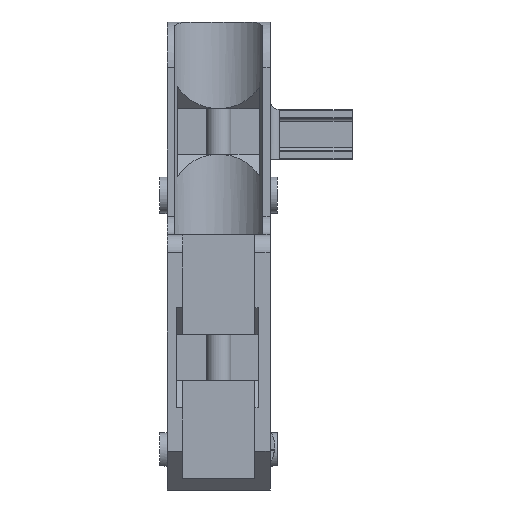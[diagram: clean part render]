
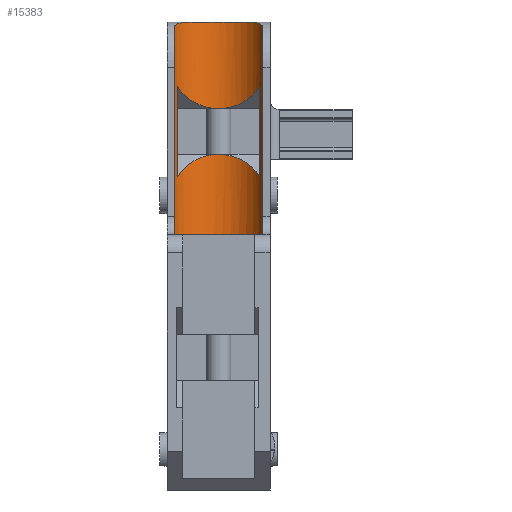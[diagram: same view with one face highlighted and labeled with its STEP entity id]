
A CAD part, front view. The second image highlights one B-rep face of the part: STEP entity #15383.
In plain terms, the highlighted cylindrical face has radius 5.42 mm (diameter 10.841 mm), a partial arc.
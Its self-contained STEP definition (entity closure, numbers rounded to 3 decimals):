
#4487=CARTESIAN_POINT('',(-38.353,-26.42,68.3));
#4488=DIRECTION('',(0.,0.,1.));
#4489=DIRECTION('',(0.579,0.816,0.));
#4490=AXIS2_PLACEMENT_3D('',#4487,#4488,#4489);
#5825=CARTESIAN_POINT('',(-38.353,-26.42,45.));
#5826=DIRECTION('',(0.,0.,-1.));
#5827=DIRECTION('',(-0.895,0.447,0.));
#5828=AXIS2_PLACEMENT_3D('',#5825,#5826,#5827);
#5893=CARTESIAN_POINT('',(-43.203,-24.,67.883));
#5894=CARTESIAN_POINT('',(-43.085,-23.762,
67.986));
#5895=CARTESIAN_POINT('',(-42.803,-23.284,
68.151));
#5896=CARTESIAN_POINT('',(-42.231,-22.596,
68.279));
#5897=CARTESIAN_POINT('',(-41.753,-22.187,68.3));
#5898=CARTESIAN_POINT('',(-41.49,-22.,68.3));
#5903=CARTESIAN_POINT('',(-35.216,-22.,68.3));
#5904=CARTESIAN_POINT('',(-34.953,-22.187,68.3));
#5905=CARTESIAN_POINT('',(-34.475,-22.597,
68.279));
#5906=CARTESIAN_POINT('',(-33.903,-23.286,
68.15));
#5907=CARTESIAN_POINT('',(-33.622,-23.763,
67.986));
#5908=CARTESIAN_POINT('',(-33.503,-24.,67.883));
#5913=DIRECTION('',(0.,0.,-1.));
#5914=VECTOR('',#5913,22.883);
#5915=CARTESIAN_POINT('',(-33.503,-24.,67.883));
#5916=LINE('',#5915,#5914);
#5920=DIRECTION('',(0.,0.,1.));
#5921=VECTOR('',#5920,22.883);
#5922=CARTESIAN_POINT('',(-43.203,-24.,45.));
#5923=LINE('',#5922,#5921);
#5927=CARTESIAN_POINT('',(-42.879,-23.437,
51.363));
#5928=CARTESIAN_POINT('',(-42.77,-23.272,
51.528));
#5929=CARTESIAN_POINT('',(-42.54,-22.962,
51.838));
#5930=CARTESIAN_POINT('',(-42.164,-22.552,
52.248));
#5931=CARTESIAN_POINT('',(-41.764,-22.197,
52.604));
#5932=CARTESIAN_POINT('',(-41.35,-21.894,
52.906));
#5933=CARTESIAN_POINT('',(-40.926,-21.641,
53.159));
#5934=CARTESIAN_POINT('',(-40.499,-21.436,
53.365));
#5935=CARTESIAN_POINT('',(-40.07,-21.272,
53.528));
#5936=CARTESIAN_POINT('',(-39.64,-21.149,
53.651));
#5937=CARTESIAN_POINT('',(-39.21,-21.062,
53.738));
#5938=CARTESIAN_POINT('',(-38.782,-21.011,
53.789));
#5939=CARTESIAN_POINT('',(-38.496,-21.,53.8));
#5940=CARTESIAN_POINT('',(-38.353,-21.,53.8));
#5945=CARTESIAN_POINT('',(-38.353,-21.,53.8));
#5946=CARTESIAN_POINT('',(-38.213,-21.,53.8));
#5947=CARTESIAN_POINT('',(-37.931,-21.011,
53.789));
#5948=CARTESIAN_POINT('',(-37.509,-21.061,
53.74));
#5949=CARTESIAN_POINT('',(-37.085,-21.144,
53.656));
#5950=CARTESIAN_POINT('',(-36.661,-21.264,
53.536));
#5951=CARTESIAN_POINT('',(-36.238,-21.423,
53.377));
#5952=CARTESIAN_POINT('',(-35.816,-21.623,
53.178));
#5953=CARTESIAN_POINT('',(-35.398,-21.867,
52.933));
#5954=CARTESIAN_POINT('',(-34.989,-22.16,
52.64));
#5955=CARTESIAN_POINT('',(-34.593,-22.504,
52.296));
#5956=CARTESIAN_POINT('',(-34.219,-22.901,
51.899));
#5957=CARTESIAN_POINT('',(-33.988,-23.201,
51.599));
#5958=CARTESIAN_POINT('',(-33.879,-23.361,
51.439));
#5963=DIRECTION('',(0.,0.,1.));
#5964=VECTOR('',#5963,9.723);
#5965=CARTESIAN_POINT('',(-33.879,-23.361,
51.439));
#5966=LINE('',#5965,#5964);
#5970=CARTESIAN_POINT('',(-38.353,-21.,58.8));
#5971=CARTESIAN_POINT('',(-38.496,-21.,58.8));
#5972=CARTESIAN_POINT('',(-38.782,-21.011,
58.811));
#5973=CARTESIAN_POINT('',(-39.21,-21.062,
58.862));
#5974=CARTESIAN_POINT('',(-39.64,-21.149,
58.949));
#5975=CARTESIAN_POINT('',(-40.069,-21.272,
59.072));
#5976=CARTESIAN_POINT('',(-40.499,-21.435,
59.236));
#5977=CARTESIAN_POINT('',(-40.926,-21.641,
59.441));
#5978=CARTESIAN_POINT('',(-41.35,-21.894,
59.694));
#5979=CARTESIAN_POINT('',(-41.764,-22.196,
59.996));
#5980=CARTESIAN_POINT('',(-42.163,-22.552,
60.352));
#5981=CARTESIAN_POINT('',(-42.54,-22.962,
60.762));
#5982=CARTESIAN_POINT('',(-42.77,-23.272,
61.072));
#5983=CARTESIAN_POINT('',(-42.879,-23.437,
61.237));
#5988=DIRECTION('',(0.,0.,-1.));
#5989=VECTOR('',#5988,9.874);
#5990=CARTESIAN_POINT('',(-42.879,-23.437,
61.237));
#5991=LINE('',#5990,#5989);
#6285=CARTESIAN_POINT('',(-38.353,-21.,58.8));
#6286=CARTESIAN_POINT('',(-38.213,-21.,58.8));
#6287=CARTESIAN_POINT('',(-37.931,-21.011,
58.811));
#6288=CARTESIAN_POINT('',(-37.509,-21.061,
58.861));
#6289=CARTESIAN_POINT('',(-37.085,-21.144,
58.944));
#6290=CARTESIAN_POINT('',(-36.662,-21.264,
59.064));
#6291=CARTESIAN_POINT('',(-36.238,-21.423,
59.223));
#6292=CARTESIAN_POINT('',(-35.817,-21.622,
59.423));
#6293=CARTESIAN_POINT('',(-35.399,-21.867,
59.667));
#6294=CARTESIAN_POINT('',(-34.989,-22.16,
59.96));
#6295=CARTESIAN_POINT('',(-34.593,-22.504,
60.304));
#6296=CARTESIAN_POINT('',(-34.219,-22.901,
60.701));
#6297=CARTESIAN_POINT('',(-33.988,-23.201,
61.002));
#6298=CARTESIAN_POINT('',(-33.879,-23.361,
61.161));
#12210=CARTESIAN_POINT('',(-35.216,-22.,68.3));
#12211=VERTEX_POINT('',#12210);
#12212=CARTESIAN_POINT('',(-41.49,-22.,68.3));
#12213=VERTEX_POINT('',#12212);
#12533=CARTESIAN_POINT('',(-43.203,-24.,67.883));
#12535=VERTEX_POINT('',#12533);
#12536=CARTESIAN_POINT('',(-43.203,-24.,45.));
#12538=VERTEX_POINT('',#12536);
#12543=CARTESIAN_POINT('',(-33.503,-24.,45.));
#12545=VERTEX_POINT('',#12543);
#12550=CARTESIAN_POINT('',(-33.503,-24.,67.883));
#12552=VERTEX_POINT('',#12550);
#12556=VERTEX_POINT('',#5927);
#12557=VERTEX_POINT('',#5940);
#12558=VERTEX_POINT('',#5958);
#12559=CARTESIAN_POINT('',(-33.879,-23.361,
61.161));
#12560=VERTEX_POINT('',#12559);
#12561=VERTEX_POINT('',#6285);
#12562=VERTEX_POINT('',#5983);
#15356=CARTESIAN_POINT('',(-38.353,-26.42,63.3));
#15357=DIRECTION('',(0.,0.,-1.));
#15358=DIRECTION('',(-0.895,0.447,0.));
#15359=AXIS2_PLACEMENT_3D('',#15356,#15357,#15358);
#15360=CYLINDRICAL_SURFACE('',#15359,5.42);
#15361=ORIENTED_EDGE('',*,*,#15246,.T.);
#15362=ORIENTED_EDGE('',*,*,#14198,.F.);
#15363=ORIENTED_EDGE('',*,*,#15340,.T.);
#15364=ORIENTED_EDGE('',*,*,#15322,.T.);
#15365=ORIENTED_EDGE('',*,*,#15292,.F.);
#15366=ORIENTED_EDGE('',*,*,#15270,.T.);
#15367=EDGE_LOOP('',(#15361,#15362,#15363,#15364,#15365,#15366));
#15368=FACE_OUTER_BOUND('',#15367,.F.);
#15370=ORIENTED_EDGE('',*,*,#15369,.T.);
#15372=ORIENTED_EDGE('',*,*,#15371,.T.);
#15374=ORIENTED_EDGE('',*,*,#15373,.T.);
#15376=ORIENTED_EDGE('',*,*,#15375,.F.);
#15378=ORIENTED_EDGE('',*,*,#15377,.T.);
#15380=ORIENTED_EDGE('',*,*,#15379,.T.);
#15381=EDGE_LOOP('',(#15370,#15372,#15374,#15376,#15378,#15380));
#15382=FACE_BOUND('',#15381,.F.);
#4491=CIRCLE('',#4490,5.42);
#5829=CIRCLE('',#5828,5.42);
#5899=B_SPLINE_CURVE_WITH_KNOTS('',3,(#5893,#5894,#5895,#5896,#5897,#5898),
.UNSPECIFIED.,.F.,.F.,(4,1,1,4),(0.,0.333,0.667,1.),
.UNSPECIFIED.);
#5909=B_SPLINE_CURVE_WITH_KNOTS('',3,(#5903,#5904,#5905,#5906,#5907,#5908),
.UNSPECIFIED.,.F.,.F.,(4,1,1,4),(0.,0.333,0.667,1.),
.UNSPECIFIED.);
#5941=B_SPLINE_CURVE_WITH_KNOTS('',3,(#5927,#5928,#5929,#5930,#5931,#5932,#5933,
#5934,#5935,#5936,#5937,#5938,#5939,#5940),.UNSPECIFIED.,.F.,.F.,(4,1,1,1,1,1,1,
1,1,1,1,4),(0.,0.091,0.182,0.273,
0.364,0.455,0.545,0.636,
0.727,0.818,0.909,1.),.UNSPECIFIED.);
#5959=B_SPLINE_CURVE_WITH_KNOTS('',3,(#5945,#5946,#5947,#5948,#5949,#5950,#5951,
#5952,#5953,#5954,#5955,#5956,#5957,#5958),.UNSPECIFIED.,.F.,.F.,(4,1,1,1,1,1,1,
1,1,1,1,4),(0.,0.091,0.182,0.273,
0.364,0.455,0.545,0.636,
0.727,0.818,0.909,1.),.UNSPECIFIED.);
#5984=B_SPLINE_CURVE_WITH_KNOTS('',3,(#5970,#5971,#5972,#5973,#5974,#5975,#5976,
#5977,#5978,#5979,#5980,#5981,#5982,#5983),.UNSPECIFIED.,.F.,.F.,(4,1,1,1,1,1,1,
1,1,1,1,4),(0.,0.091,0.182,0.273,
0.364,0.455,0.545,0.636,
0.727,0.818,0.909,1.),.UNSPECIFIED.);
#6299=B_SPLINE_CURVE_WITH_KNOTS('',3,(#6285,#6286,#6287,#6288,#6289,#6290,#6291,
#6292,#6293,#6294,#6295,#6296,#6297,#6298),.UNSPECIFIED.,.F.,.F.,(4,1,1,1,1,1,1,
1,1,1,1,4),(0.,0.091,0.182,0.273,
0.364,0.455,0.545,0.636,
0.727,0.818,0.909,1.),.UNSPECIFIED.);
#14198=EDGE_CURVE('',#12211,#12213,#4491,.T.);
#15246=EDGE_CURVE('',#12535,#12213,#5899,.T.);
#15270=EDGE_CURVE('',#12538,#12535,#5923,.T.);
#15292=EDGE_CURVE('',#12538,#12545,#5829,.T.);
#15322=EDGE_CURVE('',#12552,#12545,#5916,.T.);
#15340=EDGE_CURVE('',#12211,#12552,#5909,.T.);
#15369=EDGE_CURVE('',#12556,#12557,#5941,.T.);
#15371=EDGE_CURVE('',#12557,#12558,#5959,.T.);
#15373=EDGE_CURVE('',#12558,#12560,#5966,.T.);
#15375=EDGE_CURVE('',#12561,#12560,#6299,.T.);
#15377=EDGE_CURVE('',#12561,#12562,#5984,.T.);
#15379=EDGE_CURVE('',#12562,#12556,#5991,.T.);
#15383=ADVANCED_FACE('',(#15368,#15382),#15360,.F.);
